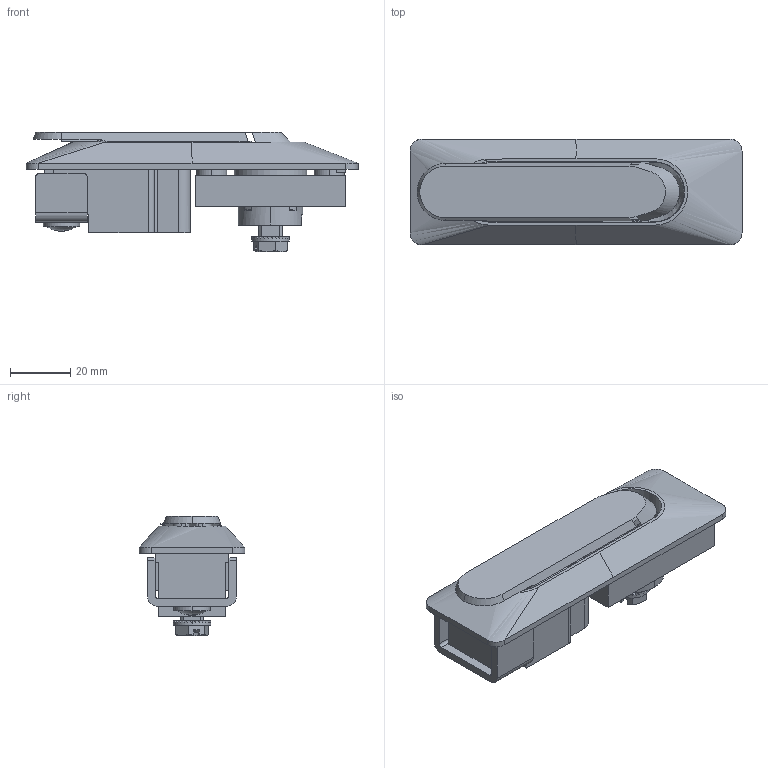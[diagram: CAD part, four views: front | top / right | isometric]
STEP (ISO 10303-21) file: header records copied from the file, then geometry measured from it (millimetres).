
FILE_DESCRIPTION (( 'STEP AP214' ), '1' );
FILE_NAME ('318.20.2.00.STEP', '2017-07-19T13:34:45', ( '' ), ( '' ), 'SwSTEP 2.0', 'SolidWorks 2017', '' );
FILE_SCHEMA (( 'AUTOMOTIVE_DESIGN' ));
Length unit declared in the file: millimetre
Products named in the file (19): 17; 10; 9; 16; 2; 1; 3; 4; 5; 6; 11; 7; 8; 12; 15; 318.20.2.00; 14; 13; 18
Assembly tree (18 placements, depth 2):
  318.20.2.00
    1
    2
    3
    4
    5
    6
    7
    8
    9
    10
    11
    12
    13
    14
    15
    16
    17
    18
Bounding box: 110 x 35 x 39.5 mm (x, y, z)
Volume: 37483.4 mm3; surface area: 35493.2 mm2
Topology: 9 solids, 22 shells, 701 faces, 1979 edges, 1311 vertices
Faces by surface type: plane 380, cylinder 187, bspline 100, cone 32, torus 2
Entity records: 32339 total; most frequent: CARTESIAN_POINT 14533, ORIENTED_EDGE 3783, DIRECTION 3184, EDGE_CURVE 1968, VERTEX_POINT 1311, VECTOR 1082, LINE 1082, AXIS2_PLACEMENT_3D 1051
